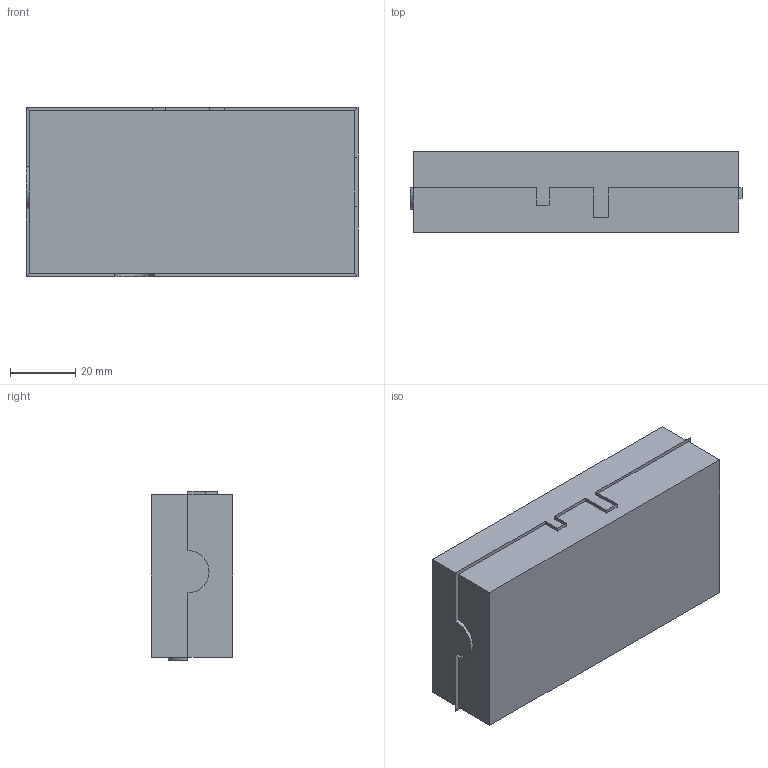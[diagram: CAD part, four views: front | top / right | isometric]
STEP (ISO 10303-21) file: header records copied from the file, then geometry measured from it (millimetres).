
FILE_DESCRIPTION (( 'STEP AP203' ), '1' );
FILE_NAME ('splitbox 203 compliant.STEP', '2018-04-06T13:43:09', ( '' ), ( '' ), 'SwSTEP 2.0', 'SolidWorks 2016', '' );
FILE_SCHEMA (( 'CONFIG_CONTROL_DESIGN' ));
Length unit declared in the file: inch
Products named in the file (1): splitbox 203 compliant
Bounding box: 102.07 x 25 x 52.07 mm (x, y, z)
Surface area: 35040.7 mm2 (no closed solid volume)
Topology: 0 solids, 3 shells, 72 faces, 204 edges, 136 vertices
Faces by surface type: plane 66, cylinder 6
Entity records: 2337 total; most frequent: CARTESIAN_POINT 413, ORIENTED_EDGE 368, DIRECTION 362, EDGE_CURVE 204, VECTOR 192, LINE 192, VERTEX_POINT 136, AXIS2_PLACEMENT_3D 85
